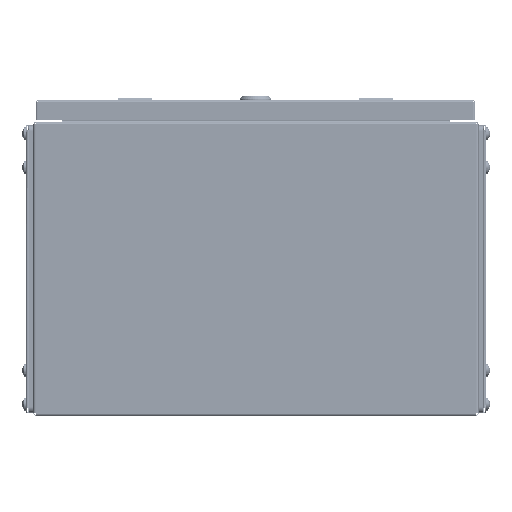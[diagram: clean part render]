
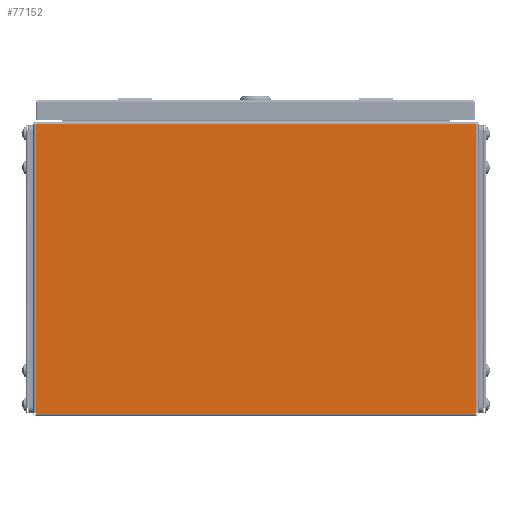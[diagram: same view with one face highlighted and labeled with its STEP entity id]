
A CAD part, left-side view. The second image highlights one B-rep face of the part: STEP entity #77152.
In plain terms, the highlighted planar face has unit normal (-1, 0, 0).
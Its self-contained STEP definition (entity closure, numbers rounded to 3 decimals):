
#1981 = VERTEX_POINT ( 'NONE', #61559 ) ;
#2240 = DIRECTION ( 'NONE',  ( 0., 1., 0. ) ) ;
#6598 = DIRECTION ( 'NONE',  ( 1., 0., 0. ) ) ;
#8201 = VECTOR ( 'NONE', #28554, 1000. ) ;
#11344 = VECTOR ( 'NONE', #2240, 1000. ) ;
#11630 = LINE ( 'NONE', #31040, #8201 ) ;
#11662 = CARTESIAN_POINT ( 'NONE',  ( -150., -195.5, 257.5 ) ) ;
#16745 = CARTESIAN_POINT ( 'NONE',  ( -150., -195.5, 257.5 ) ) ;
#17346 = CARTESIAN_POINT ( 'NONE',  ( -150., 195.5, 0. ) ) ;
#19975 = DIRECTION ( 'NONE',  ( 0., 0., -1. ) ) ;
#28554 = DIRECTION ( 'NONE',  ( 0., 0., 1. ) ) ;
#30115 = VECTOR ( 'NONE', #76894, 1000. ) ;
#30755 = EDGE_CURVE ( 'NONE', #54321, #42938, #50349, .T. ) ;
#30817 = LINE ( 'NONE', #70874, #30115 ) ;
#31040 = CARTESIAN_POINT ( 'NONE',  ( -150., -195.5, 0. ) ) ;
#36751 = LINE ( 'NONE', #17346, #65221 ) ;
#42938 = VERTEX_POINT ( 'NONE', #82579 ) ;
#44908 = EDGE_CURVE ( 'NONE', #46074, #54321, #11630, .T. ) ;
#46074 = VERTEX_POINT ( 'NONE', #64133 ) ;
#50349 = LINE ( 'NONE', #16745, #11344 ) ;
#50773 = ORIENTED_EDGE ( 'NONE', *, *, #69647, .F. ) ;
#53956 = CARTESIAN_POINT ( 'NONE',  ( -150., 0., 0. ) ) ;
#54321 = VERTEX_POINT ( 'NONE', #11662 ) ;
#56414 = ORIENTED_EDGE ( 'NONE', *, *, #30755, .T. ) ;
#56635 = ORIENTED_EDGE ( 'NONE', *, *, #44908, .T. ) ;
#58725 = PLANE ( 'NONE',  #68954 ) ;
#61559 = CARTESIAN_POINT ( 'NONE',  ( -150., 195.5, 1. ) ) ;
#62506 = EDGE_LOOP ( 'NONE', ( #56414, #74774, #50773, #56635 ) ) ;
#64133 = CARTESIAN_POINT ( 'NONE',  ( -150., -195.5, 1. ) ) ;
#65221 = VECTOR ( 'NONE', #82397, 1000. ) ;
#65628 = FACE_OUTER_BOUND ( 'NONE', #62506, .T. ) ;
#68954 = AXIS2_PLACEMENT_3D ( 'NONE', #53956, #6598, #19975 ) ;
#69647 = EDGE_CURVE ( 'NONE', #46074, #1981, #30817, .T. ) ;
#70874 = CARTESIAN_POINT ( 'NONE',  ( -150., 195.5, 1. ) ) ;
#74774 = ORIENTED_EDGE ( 'NONE', *, *, #79848, .T. ) ;
#76894 = DIRECTION ( 'NONE',  ( 0., 1., 0. ) ) ;
#77152 = ADVANCED_FACE ( 'NONE', ( #65628 ), #58725, .F. ) ;
#79848 = EDGE_CURVE ( 'NONE', #42938, #1981, #36751, .T. ) ;
#82397 = DIRECTION ( 'NONE',  ( 0., 0., -1. ) ) ;
#82579 = CARTESIAN_POINT ( 'NONE',  ( -150., 195.5, 257.5 ) ) ;
